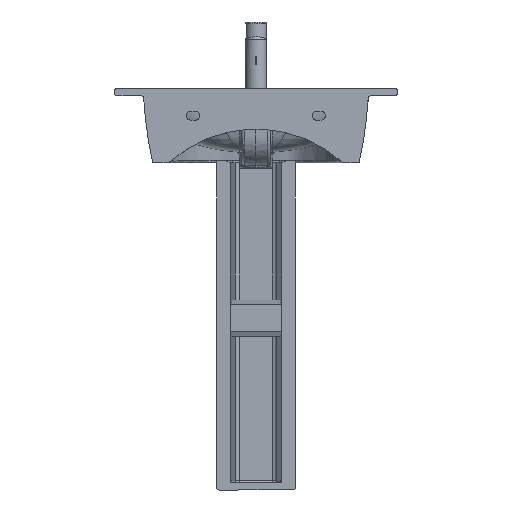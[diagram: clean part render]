
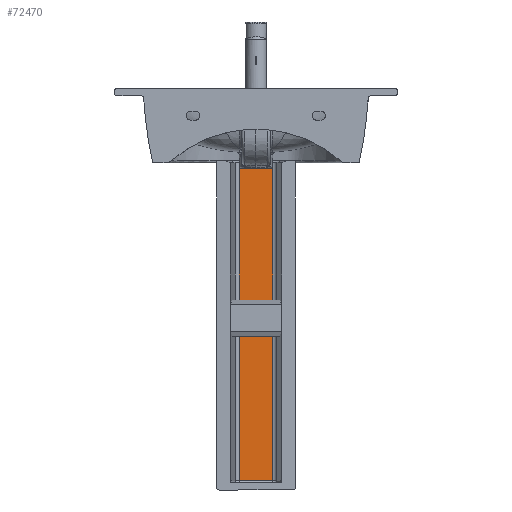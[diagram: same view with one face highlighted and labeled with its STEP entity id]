
A CAD part, left-side view. The second image highlights one B-rep face of the part: STEP entity #72470.
In plain terms, the highlighted free-form (B-spline) face has degree [5, 1] with [6, 2] control points.
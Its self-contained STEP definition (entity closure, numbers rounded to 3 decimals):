
#71816=CARTESIAN_POINT('',(284.435,37.41,-712.));
#71817=VERTEX_POINT('',#71816);
#72089=CARTESIAN_POINT('',(284.435,-37.41,-712.0));
#72090=VERTEX_POINT('',#72089);
#72098=CARTESIAN_POINT('',(284.435,-37.41,-712.0));
#72099=CARTESIAN_POINT('',(285.486,-24.874,-712.0));
#72100=CARTESIAN_POINT('',(286.097,-12.278,-712.0));
#72101=CARTESIAN_POINT('',(286.265,0.295,-712.0));
#72102=CARTESIAN_POINT('',(285.941,15.223,-712.0));
#72103=CARTESIAN_POINT('',(284.996,30.113,-712.0));
#72104=CARTESIAN_POINT('',(284.833,32.438,-712.0));
#72105=CARTESIAN_POINT('',(284.65,34.83,-712.0));
#72106=CARTESIAN_POINT('',(284.451,37.22,-712.0));
#72107=CARTESIAN_POINT('',(284.446,37.286,-712.0));
#72108=CARTESIAN_POINT('',(284.44,37.349,-712.0));
#72109=CARTESIAN_POINT('',(284.435,37.41,-712.0));
#72110=B_SPLINE_CURVE_WITH_KNOTS('',5,(#72098,#72099,#72100,#72101,#72102,#72103,#72104,#72105,#72106,#72107,#72108,#72109),.UNSPECIFIED.,.F.,.U.,(6,3,3,6),(436.364,546.128,566.451,567.049),.UNSPECIFIED.);
#72111=EDGE_CURVE('',#71817,#72090,#72110,.F.);
#72379=CARTESIAN_POINT('',(284.435,37.41,-4.0));
#72380=VERTEX_POINT('',#72379);
#72390=CARTESIAN_POINT('',(284.435,37.41,-4.0));
#72391=DIRECTION('',(0.0,0.0,-1.0));
#72392=VECTOR('',#72391,708.);
#72393=LINE('',#72390,#72392);
#72394=EDGE_CURVE('',#71817,#72380,#72393,.F.);
#72436=CARTESIAN_POINT('',(284.435,-37.41,-4.));
#72437=CARTESIAN_POINT('',(285.685,-22.494,-4.));
#72438=CARTESIAN_POINT('',(286.315,-7.478,-4.));
#72439=CARTESIAN_POINT('',(286.312,7.48,-4.));
#72440=CARTESIAN_POINT('',(285.686,22.492,-4.));
#72441=CARTESIAN_POINT('',(284.435,37.41,-4.));
#72442=CARTESIAN_POINT('',(284.435,-37.41,-712.0));
#72443=CARTESIAN_POINT('',(285.685,-22.494,-712.0));
#72444=CARTESIAN_POINT('',(286.315,-7.478,-712.0));
#72445=CARTESIAN_POINT('',(286.312,7.48,-712.0));
#72446=CARTESIAN_POINT('',(285.686,22.492,-712.0));
#72447=CARTESIAN_POINT('',(284.435,37.41,-712.0));
#72448=B_SPLINE_SURFACE_WITH_KNOTS('',5,1,((#72436,#72442),(#72437,#72443),(#72438,#72444),(#72439,#72445),(#72440,#72446),(#72441,#72447)),.UNSPECIFIED.,.F.,.F.,.U.,(6,6),(2,2),(315.569,423.178),(4.,712.0),.UNSPECIFIED.);
#72449=ORIENTED_EDGE('',*,*,#72394,.F.);
#72450=ORIENTED_EDGE('',*,*,#72111,.T.);
#72451=CARTESIAN_POINT('',(284.435,-37.41,-4.));
#72452=VERTEX_POINT('',#72451);
#72453=CARTESIAN_POINT('',(284.435,-37.41,-4.));
#72454=DIRECTION('',(0.0,0.0,-1.0));
#72455=VECTOR('',#72454,708.);
#72456=LINE('',#72453,#72455);
#72457=EDGE_CURVE('',#72090,#72452,#72456,.F.);
#72458=ORIENTED_EDGE('',*,*,#72457,.T.);
#72459=CARTESIAN_POINT('',(284.435,37.41,-4.0));
#72460=CARTESIAN_POINT('',(285.686,22.492,-4.0));
#72461=CARTESIAN_POINT('',(286.312,7.48,-4.0));
#72462=CARTESIAN_POINT('',(286.315,-7.478,-4.0));
#72463=CARTESIAN_POINT('',(285.685,-22.494,-4.0));
#72464=CARTESIAN_POINT('',(284.435,-37.41,-4.0));
#72465=B_SPLINE_CURVE_WITH_KNOTS('',5,(#72459,#72460,#72461,#72462,#72463,#72464),.UNSPECIFIED.,.F.,.U.,(6,6),(-53.703,53.906),.UNSPECIFIED.);
#72466=EDGE_CURVE('',#72452,#72380,#72465,.F.);
#72467=ORIENTED_EDGE('',*,*,#72466,.T.);
#72468=EDGE_LOOP('',(#72449,#72450,#72458,#72467));
#72469=FACE_OUTER_BOUND('',#72468,.T.);
#72470=ADVANCED_FACE('',(#72469),#72448,.T.);
